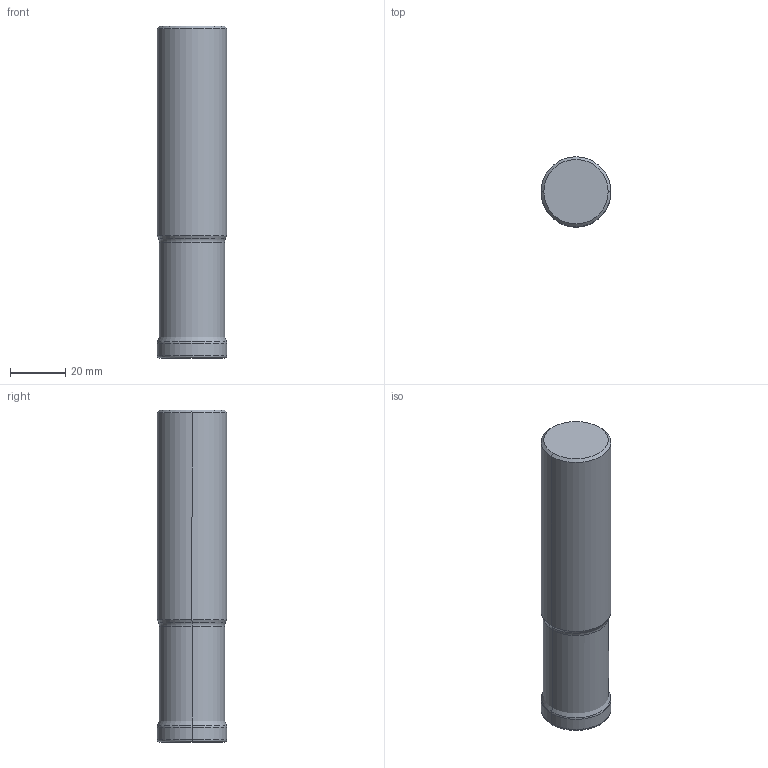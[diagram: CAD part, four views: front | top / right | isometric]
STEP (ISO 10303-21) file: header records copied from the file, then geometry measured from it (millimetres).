
FILE_DESCRIPTION(/* description */ (''),/* implementation_level */ '2;1');
FILE_NAME(/* name */ 'WWX200UR1602FA16S_IR0_031.stp',/* time_stamp */ '2023-03-24T14:28:13+09:00',/* author */ (''),/* organization */ (''),/* preprocessor_version */ 'ST-DEVELOPER v16',/* originating_system */ 'SIEMENS PLM Software NX 10.0',/* authorisation */ '');
FILE_SCHEMA (('AUTOMOTIVE_DESIGN { 1 0 10303 214 3 1 1 1 }'));
Length unit declared in the file: millimetre
Products named in the file (1): WWX200UR1602FA16S_IR0_031_ASM
Bounding box: 25.4 x 25.4 x 120.65 mm (x, y, z)
Volume: 61174.9 mm3; surface area: 11856.6 mm2
Topology: 2 solids, 2 shells, 52 faces, 132 edges, 101 vertices
Faces by surface type: torus 24, cone 16, cylinder 6, plane 4, bspline 2
Entity records: 1750 total; most frequent: DIRECTION 351, CARTESIAN_POINT 291, ORIENTED_EDGE 232, AXIS2_PLACEMENT_3D 161, EDGE_CURVE 116, CIRCLE 103, VERTEX_POINT 68, EDGE_LOOP 54
